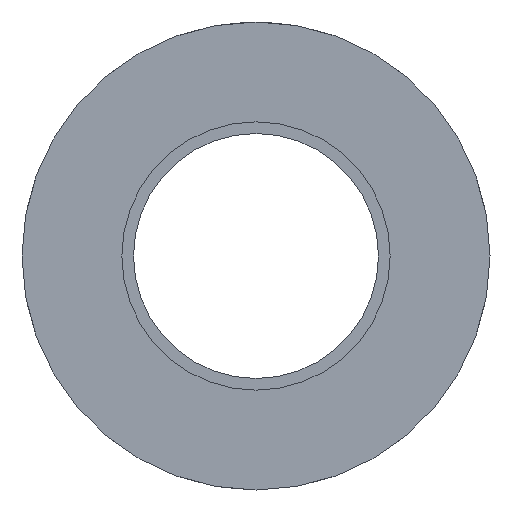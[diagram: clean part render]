
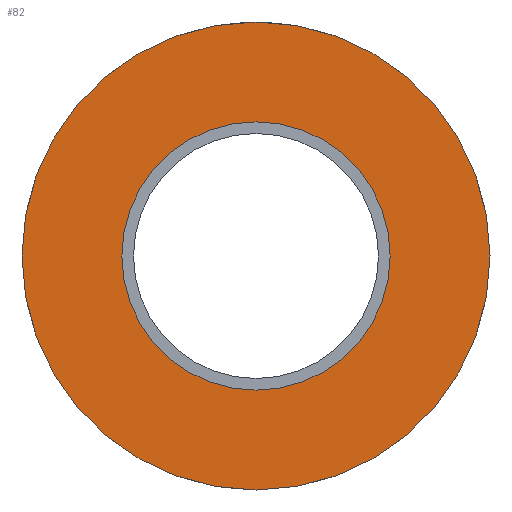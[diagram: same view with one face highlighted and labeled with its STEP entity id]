
A CAD part, front view. The second image highlights one B-rep face of the part: STEP entity #82.
In plain terms, the highlighted planar face has unit normal (0, -1, 0).
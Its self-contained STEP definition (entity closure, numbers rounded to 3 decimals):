
#6 = CIRCLE ( 'NONE', #137, 15. ) ;
#11 = FACE_BOUND ( 'NONE', #178, .T. ) ;
#18 = CIRCLE ( 'NONE', #205, 8.6 ) ;
#26 = DIRECTION ( 'NONE',  ( 0., 0., 1. ) ) ;
#27 = ORIENTED_EDGE ( 'NONE', *, *, #185, .F. ) ;
#51 = ORIENTED_EDGE ( 'NONE', *, *, #61, .T. ) ;
#53 = CARTESIAN_POINT ( 'NONE',  ( 0., 0., 0. ) ) ;
#55 = PLANE ( 'NONE',  #225 ) ;
#61 = EDGE_CURVE ( 'NONE', #258, #258, #18, .T. ) ;
#76 = DIRECTION ( 'NONE',  ( 0., 1., 0. ) ) ;
#82 = ADVANCED_FACE ( 'NONE', ( #11, #230 ), #55, .F. ) ;
#116 = DIRECTION ( 'NONE',  ( 0., 0., 1. ) ) ;
#134 = CARTESIAN_POINT ( 'NONE',  ( 0., 0., 8.6 ) ) ;
#137 = AXIS2_PLACEMENT_3D ( 'NONE', #252, #76, #116 ) ;
#162 = EDGE_LOOP ( 'NONE', ( #27 ) ) ;
#166 = DIRECTION ( 'NONE',  ( 0., 0., 1. ) ) ;
#168 = DIRECTION ( 'NONE',  ( 0., 1., 0. ) ) ;
#171 = CARTESIAN_POINT ( 'NONE',  ( 0., 0., 0. ) ) ;
#178 = EDGE_LOOP ( 'NONE', ( #51 ) ) ;
#185 = EDGE_CURVE ( 'NONE', #201, #201, #6, .T. ) ;
#199 = CARTESIAN_POINT ( 'NONE',  ( 0., 0., 15. ) ) ;
#201 = VERTEX_POINT ( 'NONE', #199 ) ;
#205 = AXIS2_PLACEMENT_3D ( 'NONE', #53, #168, #26 ) ;
#225 = AXIS2_PLACEMENT_3D ( 'NONE', #171, #245, #166 ) ;
#230 = FACE_OUTER_BOUND ( 'NONE', #162, .T. ) ;
#245 = DIRECTION ( 'NONE',  ( 0., 1., 0. ) ) ;
#252 = CARTESIAN_POINT ( 'NONE',  ( 0., 0., 0. ) ) ;
#258 = VERTEX_POINT ( 'NONE', #134 ) ;
